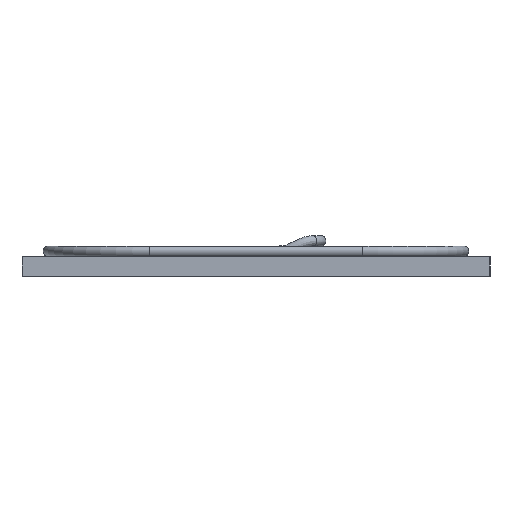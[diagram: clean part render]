
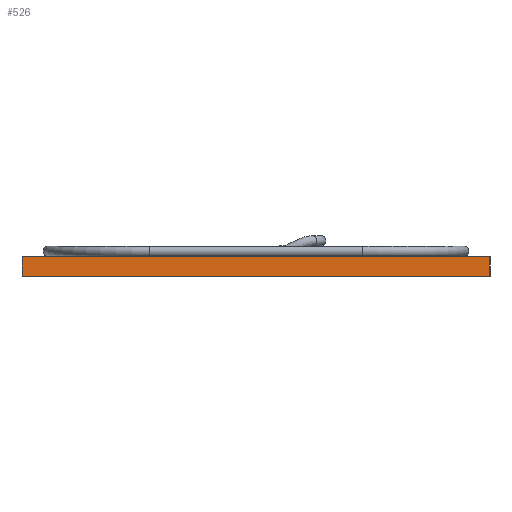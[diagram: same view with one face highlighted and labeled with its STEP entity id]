
A CAD part, left-side view. The second image highlights one B-rep face of the part: STEP entity #526.
In plain terms, the highlighted planar face has unit normal (-1, 0, 0).
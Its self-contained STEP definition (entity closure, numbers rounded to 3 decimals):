
#526 = ADVANCED_FACE( '', ( #1116 ), #1117, .T. );
#1116 = FACE_OUTER_BOUND( '', #1765, .T. );
#1117 = PLANE( '', #1766 );
#1765 = EDGE_LOOP( '', ( #2993, #2994, #2995, #2996 ) );
#1766 = AXIS2_PLACEMENT_3D( '', #2997, #2998, #2999 );
#2993 = ORIENTED_EDGE( '', *, *, #3894, .F. );
#2994 = ORIENTED_EDGE( '', *, *, #3529, .F. );
#2995 = ORIENTED_EDGE( '', *, *, #3895, .T. );
#2996 = ORIENTED_EDGE( '', *, *, #3790, .T. );
#2997 = CARTESIAN_POINT( '', ( -27.5, 23.5, -2. ) );
#2998 = DIRECTION( '', ( -1., 0., 0. ) );
#2999 = DIRECTION( '', ( 0., -1., 0. ) );
#3529 = EDGE_CURVE( '', #4006, #4002, #4008, .T. );
#3790 = EDGE_CURVE( '', #4432, #4429, #4433, .T. );
#3894 = EDGE_CURVE( '', #4002, #4429, #4575, .T. );
#3895 = EDGE_CURVE( '', #4006, #4432, #4576, .T. );
#4002 = VERTEX_POINT( '', #4696 );
#4006 = VERTEX_POINT( '', #4702 );
#4008 = LINE( '', #4705, #4706 );
#4429 = VERTEX_POINT( '', #5538 );
#4432 = VERTEX_POINT( '', #5542 );
#4433 = LINE( '', #5543, #5544 );
#4575 = LINE( '', #5840, #5841 );
#4576 = LINE( '', #5842, #5843 );
#4696 = CARTESIAN_POINT( '', ( -27.5, 23.5, 0. ) );
#4702 = CARTESIAN_POINT( '', ( -27.5, 23.5, -2. ) );
#4705 = CARTESIAN_POINT( '', ( -27.5, 23.5, -2. ) );
#4706 = VECTOR( '', #6173, 1000. );
#5538 = CARTESIAN_POINT( '', ( -27.5, -23.5, 0. ) );
#5542 = CARTESIAN_POINT( '', ( -27.5, -23.5, -2. ) );
#5543 = CARTESIAN_POINT( '', ( -27.5, -23.5, -2. ) );
#5544 = VECTOR( '', #6408, 1000. );
#5840 = CARTESIAN_POINT( '', ( -27.5, 23.5, 0. ) );
#5841 = VECTOR( '', #6472, 1000. );
#5842 = CARTESIAN_POINT( '', ( -27.5, 23.5, -2. ) );
#5843 = VECTOR( '', #6473, 1000. );
#6173 = DIRECTION( '', ( 0., 0., 1. ) );
#6408 = DIRECTION( '', ( 0., 0., 1. ) );
#6472 = DIRECTION( '', ( 0., -1., 0. ) );
#6473 = DIRECTION( '', ( 0., -1., 0. ) );
